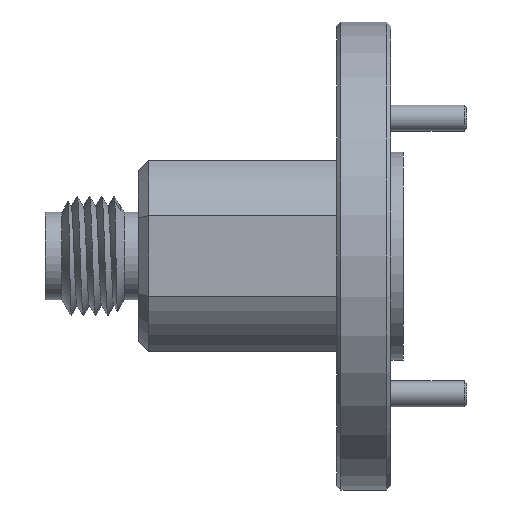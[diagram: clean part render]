
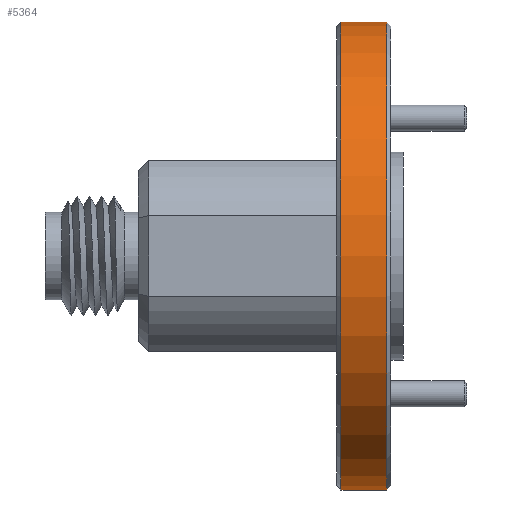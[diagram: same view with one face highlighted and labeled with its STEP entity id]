
A CAD part, front view. The second image highlights one B-rep face of the part: STEP entity #5364.
In plain terms, the highlighted cylindrical face has radius 14.287 mm (diameter 28.575 mm), a partial arc.
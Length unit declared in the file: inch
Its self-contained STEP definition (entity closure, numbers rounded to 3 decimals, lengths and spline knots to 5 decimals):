
#146 = CARTESIAN_POINT ( 'NONE',  ( -0.04, 0., 0. ) ) ;
#162 = DIRECTION ( 'NONE',  ( 1., 0., 0. ) ) ;
#216 = FACE_OUTER_BOUND ( 'NONE', #1416, .T. ) ;
#532 = AXIS2_PLACEMENT_3D ( 'NONE', #2212, #162, #2358 ) ;
#569 = CIRCLE ( 'NONE', #4039, 0.5625 ) ;
#572 = DIRECTION ( 'NONE',  ( 0., 0., -1. ) ) ;
#758 = VERTEX_POINT ( 'NONE', #5141 ) ;
#793 = CIRCLE ( 'NONE', #532, 0.5625 ) ;
#938 = CARTESIAN_POINT ( 'NONE',  ( 0., 0., 0.5625 ) ) ;
#1092 = ORIENTED_EDGE ( 'NONE', *, *, #4751, .T. ) ;
#1244 = LINE ( 'NONE', #938, #5291 ) ;
#1416 = EDGE_LOOP ( 'NONE', ( #2910, #1841, #1092, #3854 ) ) ;
#1827 = VERTEX_POINT ( 'NONE', #1852 ) ;
#1841 = ORIENTED_EDGE ( 'NONE', *, *, #3326, .T. ) ;
#1852 = CARTESIAN_POINT ( 'NONE',  ( -0.15, 0., -0.5625 ) ) ;
#1963 = CYLINDRICAL_SURFACE ( 'NONE', #4263, 0.5625 ) ;
#2212 = CARTESIAN_POINT ( 'NONE',  ( -0.15, 0., 0. ) ) ;
#2337 = CARTESIAN_POINT ( 'NONE',  ( 0., 0., 0. ) ) ;
#2358 = DIRECTION ( 'NONE',  ( 0., 0., 1. ) ) ;
#2613 = VERTEX_POINT ( 'NONE', #3566 ) ;
#2616 = VECTOR ( 'NONE', #4108, 39.37008 ) ;
#2743 = DIRECTION ( 'NONE',  ( 1., 0., 0. ) ) ;
#2910 = ORIENTED_EDGE ( 'NONE', *, *, #5028, .F. ) ;
#3326 = EDGE_CURVE ( 'NONE', #2613, #1827, #793, .T. ) ;
#3566 = CARTESIAN_POINT ( 'NONE',  ( -0.15, 0., 0.5625 ) ) ;
#3656 = CARTESIAN_POINT ( 'NONE',  ( 0., 0., -0.5625 ) ) ;
#3854 = ORIENTED_EDGE ( 'NONE', *, *, #4176, .T. ) ;
#3878 = DIRECTION ( 'NONE',  ( 1., 0., 0. ) ) ;
#4018 = DIRECTION ( 'NONE',  ( 0., 0., -1. ) ) ;
#4039 = AXIS2_PLACEMENT_3D ( 'NONE', #146, #4346, #572 ) ;
#4055 = VERTEX_POINT ( 'NONE', #4549 ) ;
#4108 = DIRECTION ( 'NONE',  ( 1., 0., 0. ) ) ;
#4176 = EDGE_CURVE ( 'NONE', #4055, #758, #569, .T. ) ;
#4263 = AXIS2_PLACEMENT_3D ( 'NONE', #2337, #2743, #4018 ) ;
#4346 = DIRECTION ( 'NONE',  ( -1., 0., 0. ) ) ;
#4549 = CARTESIAN_POINT ( 'NONE',  ( -0.04, 0., -0.5625 ) ) ;
#4751 = EDGE_CURVE ( 'NONE', #1827, #4055, #5097, .T. ) ;
#5028 = EDGE_CURVE ( 'NONE', #2613, #758, #1244, .T. ) ;
#5097 = LINE ( 'NONE', #3656, #2616 ) ;
#5141 = CARTESIAN_POINT ( 'NONE',  ( -0.04, 0., 0.5625 ) ) ;
#5291 = VECTOR ( 'NONE', #3878, 39.37008 ) ;
#5364 = ADVANCED_FACE ( 'NONE', ( #216 ), #1963, .T. ) ;
